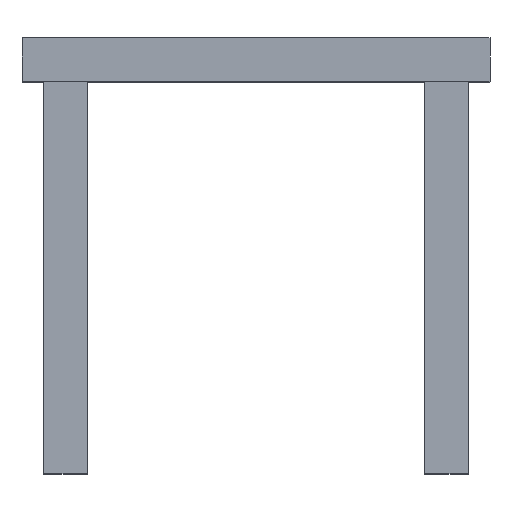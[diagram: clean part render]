
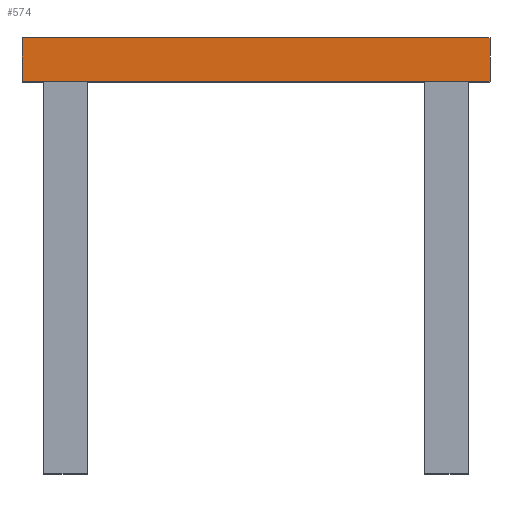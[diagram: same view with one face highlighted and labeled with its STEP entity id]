
A CAD part, top view. The second image highlights one B-rep face of the part: STEP entity #574.
In plain terms, the highlighted planar face has unit normal (0, 0, 1).
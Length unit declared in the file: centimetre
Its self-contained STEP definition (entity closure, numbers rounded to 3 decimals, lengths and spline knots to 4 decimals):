
#5 = EDGE_LOOP ( 'NONE', ( #423, #744, #673, #703 ) ) ;
#8 = DIRECTION ( 'NONE',  ( 1., 0., 0. ) ) ;
#24 = DIRECTION ( 'NONE',  ( 1., 0., 0. ) ) ;
#85 = LINE ( 'NONE', #270, #723 ) ;
#96 = DIRECTION ( 'NONE',  ( 0., 0., 1. ) ) ;
#200 = EDGE_CURVE ( 'NONE', #320, #590, #85, .T. ) ;
#230 = CARTESIAN_POINT ( 'NONE',  ( 21.5, -2., 30. ) ) ;
#231 = VECTOR ( 'NONE', #299, 100. ) ;
#235 = CARTESIAN_POINT ( 'NONE',  ( 21.5, -2., 30. ) ) ;
#270 = CARTESIAN_POINT ( 'NONE',  ( 0., 0., 30. ) ) ;
#273 = VECTOR ( 'NONE', #8, 100. ) ;
#285 = VERTEX_POINT ( 'NONE', #235 ) ;
#299 = DIRECTION ( 'NONE',  ( 0., 1., 0. ) ) ;
#320 = VERTEX_POINT ( 'NONE', #364 ) ;
#364 = CARTESIAN_POINT ( 'NONE',  ( 0., 0., 30. ) ) ;
#366 = EDGE_CURVE ( 'NONE', #536, #320, #372, .T. ) ;
#372 = LINE ( 'NONE', #382, #646 ) ;
#382 = CARTESIAN_POINT ( 'NONE',  ( 0., -2., 30. ) ) ;
#423 = ORIENTED_EDGE ( 'NONE', *, *, #200, .F. ) ;
#435 = LINE ( 'NONE', #682, #273 ) ;
#485 = EDGE_CURVE ( 'NONE', #536, #285, #435, .T. ) ;
#518 = DIRECTION ( 'NONE',  ( 1., 0., 0. ) ) ;
#536 = VERTEX_POINT ( 'NONE', #581 ) ;
#547 = CARTESIAN_POINT ( 'NONE',  ( 21.5, 0., 30. ) ) ;
#574 = ADVANCED_FACE ( 'NONE', ( #764 ), #584, .T. ) ;
#581 = CARTESIAN_POINT ( 'NONE',  ( 0., -2., 30. ) ) ;
#584 = PLANE ( 'NONE',  #595 ) ;
#590 = VERTEX_POINT ( 'NONE', #547 ) ;
#595 = AXIS2_PLACEMENT_3D ( 'NONE', #652, #96, #24 ) ;
#613 = EDGE_CURVE ( 'NONE', #285, #590, #667, .T. ) ;
#635 = DIRECTION ( 'NONE',  ( 0., 1., 0. ) ) ;
#646 = VECTOR ( 'NONE', #635, 100. ) ;
#652 = CARTESIAN_POINT ( 'NONE',  ( 0., -2., 30. ) ) ;
#667 = LINE ( 'NONE', #230, #231 ) ;
#673 = ORIENTED_EDGE ( 'NONE', *, *, #485, .T. ) ;
#682 = CARTESIAN_POINT ( 'NONE',  ( 0., -2., 30. ) ) ;
#703 = ORIENTED_EDGE ( 'NONE', *, *, #613, .T. ) ;
#723 = VECTOR ( 'NONE', #518, 100. ) ;
#744 = ORIENTED_EDGE ( 'NONE', *, *, #366, .F. ) ;
#764 = FACE_OUTER_BOUND ( 'NONE', #5, .T. ) ;
